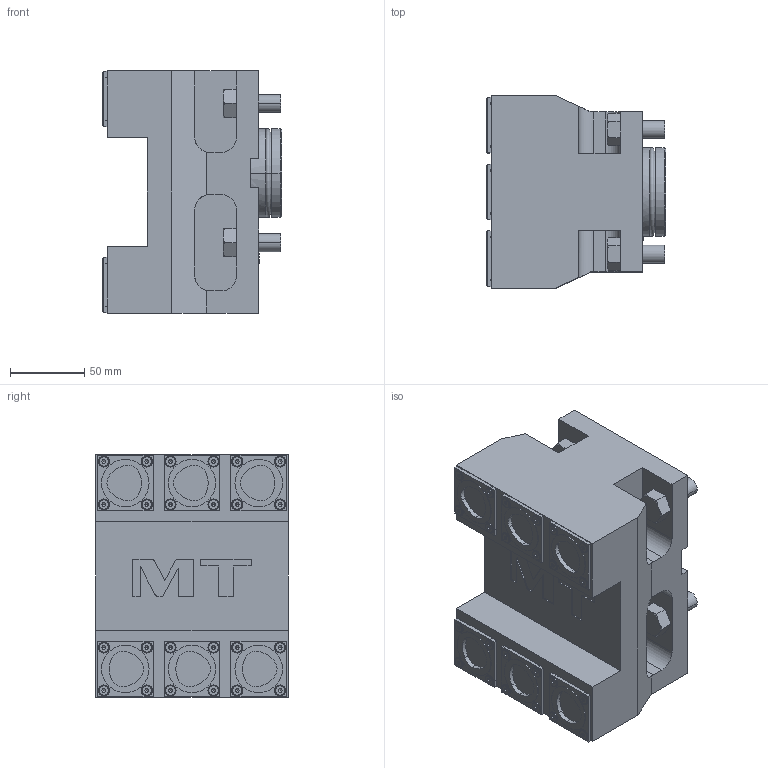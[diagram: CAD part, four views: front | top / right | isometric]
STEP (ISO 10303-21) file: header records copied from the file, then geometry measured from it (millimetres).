
FILE_DESCRIPTION((''),'2;1');
FILE_NAME('MNL0483260_CONF','2023-02-17T16:45:07',('sterribile'),('M.T. srl'),'CREO PARAMETRIC BY PTC INC, 2021072','CREO PARAMETRIC BY PTC INC, 2021072','');
FILE_SCHEMA(('CONFIG_CONTROL_DESIGN'));
Length unit declared in the file: millimetre
Products named in the file (1): MNL0483260_CONF
Bounding box: 120.8 x 130 x 163.5 mm (x, y, z)
Volume: 1622444.9 mm3; surface area: 134046 mm2
Topology: 1 solids, 1 shells, 562 faces, 1343 edges, 838 vertices
Faces by surface type: cylinder 219, plane 215, cone 74, torus 52, extrusion 2
Entity records: 16395 total; most frequent: CARTESIAN_POINT 3141, DIRECTION 2935, ORIENTED_EDGE 2590, EDGE_CURVE 1295, AXIS2_PLACEMENT_3D 1136, VERTEX_POINT 838, EDGE_LOOP 665, VECTOR 663
